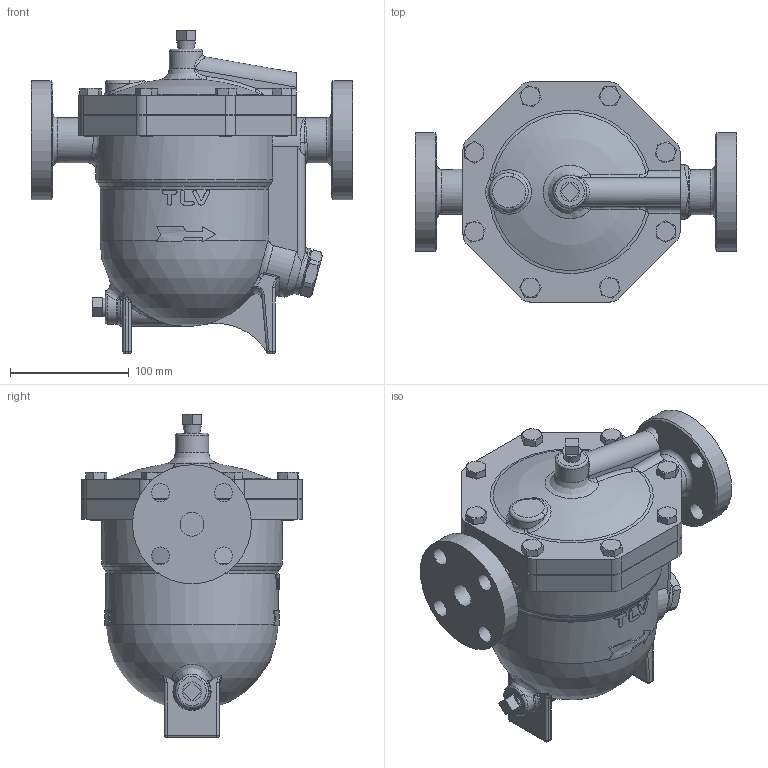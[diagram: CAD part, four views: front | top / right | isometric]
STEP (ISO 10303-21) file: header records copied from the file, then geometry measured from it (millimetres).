
FILE_DESCRIPTION((''),'2;1');
FILE_NAME('j7x00-020-jis10-00.stp','2010-09-25T15:52:35',('nakaot'),(''),'Autodesk Inventor 2008','Autodesk Inventor 2008','');
FILE_SCHEMA(('AUTOMOTIVE_DESIGN { 1 0 10303 214 1 1 1 1 }'));
Length unit declared in the file: millimetre
Products named in the file (1): j7x00-020-jis10-00
Bounding box: 270 x 185 x 272 mm (x, y, z)
Volume: 3975034 mm3; surface area: 241955.9 mm2
Topology: 1 solids, 1 shells, 452 faces, 1117 edges, 682 vertices
Faces by surface type: plane 161, bspline 127, cylinder 89, cone 58, sphere 10, torus 7
Full cylindrical faces by diameter (mm): 10 x16, 15 x4, 20 x1, 28 x1, 38 x2, 40 x1, 100 x1, 150 x1
Entity records: 27152 total; most frequent: CARTESIAN_POINT 17791, ORIENTED_EDGE 2040, DIRECTION 1691, EDGE_CURVE 1020, AXIS2_PLACEMENT_3D 687, VERTEX_POINT 658, EDGE_LOOP 572, FACE_OUTER_BOUND 452
